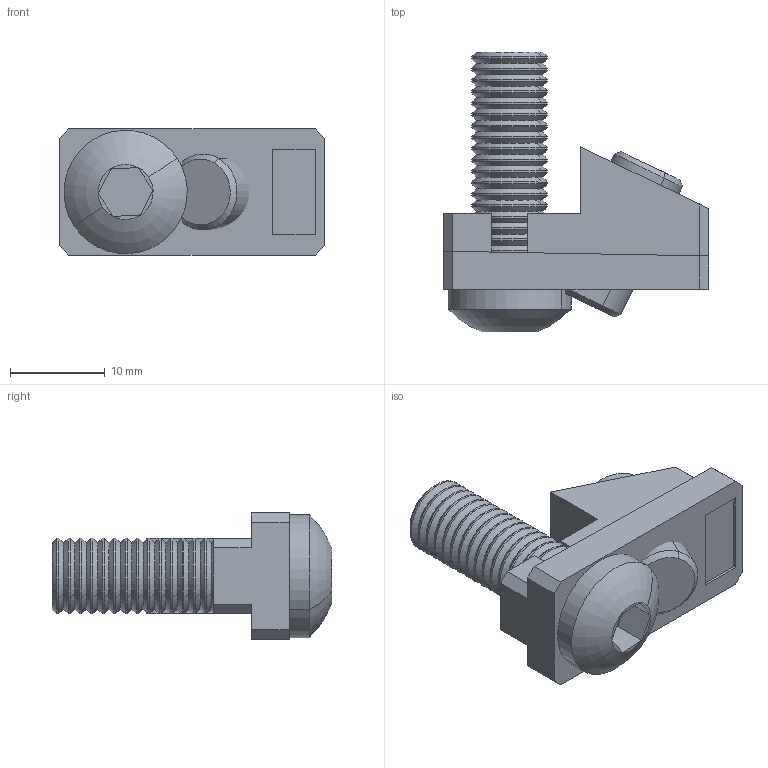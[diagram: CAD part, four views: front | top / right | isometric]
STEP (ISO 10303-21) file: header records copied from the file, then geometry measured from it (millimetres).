
FILE_DESCRIPTION (( 'STEP AP214' ), '1' );
FILE_NAME ('084.307.018.STEP', '2019-05-23T15:30:35', ( '' ), ( '' ), 'SwSTEP 2.0', 'SolidWorks 2018', '' );
FILE_SCHEMA (( 'AUTOMOTIVE_DESIGN' ));
Length unit declared in the file: millimetre
Products named in the file (4): 084.307.018-L; 084.307.018; 084.307.018A; GRANI A PUNTA PIATTA UNI 5923_M8x16 UNI 5923
Assembly tree (3 placements, depth 2):
  084.307.018
    084.307.018-L
    084.307.018A
    GRANI A PUNTA PIATTA UNI 5923_M8x16 UNI 5923
Bounding box: 28 x 29.5 x 13.3 mm (x, y, z)
Volume: 4083.9 mm3; surface area: 3514.2 mm2
Topology: 3 solids, 3 shells, 196 faces, 429 edges, 242 vertices
Faces by surface type: cone 86, plane 55, cylinder 53, torus 2
Entity records: 5412 total; most frequent: DIRECTION 979, CARTESIAN_POINT 888, ORIENTED_EDGE 858, EDGE_CURVE 429, AXIS2_PLACEMENT_3D 353, VECTOR 273, LINE 273, VERTEX_POINT 242
